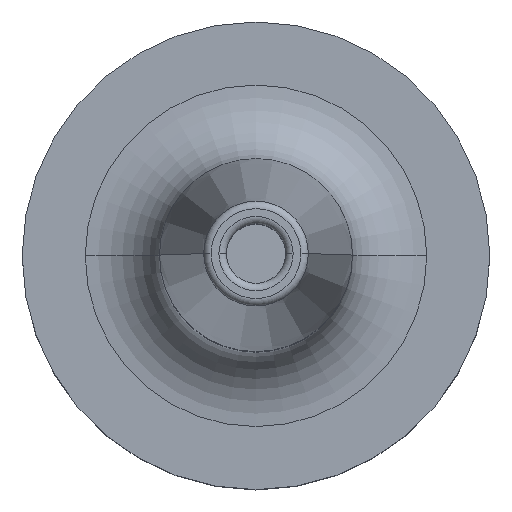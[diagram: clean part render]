
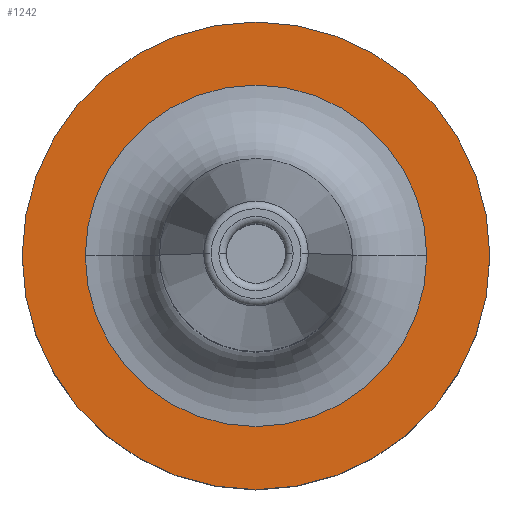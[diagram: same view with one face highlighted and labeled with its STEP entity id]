
A CAD part, top view. The second image highlights one B-rep face of the part: STEP entity #1242.
In plain terms, the highlighted planar face has unit normal (0, 0, 1).
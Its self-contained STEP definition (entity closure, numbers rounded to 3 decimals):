
#375=CARTESIAN_POINT('',(0.,0.,25.95));
#376=DIRECTION('',(0.,0.,1.));
#377=DIRECTION('',(0.,-1.,0.));
#378=AXIS2_PLACEMENT_3D('',#375,#376,#377);
#383=CARTESIAN_POINT('',(0.,0.,25.95));
#384=DIRECTION('',(0.,0.,1.));
#385=DIRECTION('',(0.,1.,0.));
#386=AXIS2_PLACEMENT_3D('',#383,#384,#385);
#391=CARTESIAN_POINT('',(0.,0.,25.95));
#392=DIRECTION('',(0.,0.,1.));
#393=DIRECTION('',(1.,0.,0.));
#394=AXIS2_PLACEMENT_3D('',#391,#392,#393);
#399=CARTESIAN_POINT('',(0.,0.,25.95));
#400=DIRECTION('',(0.,0.,-1.));
#401=DIRECTION('',(1.,0.,0.));
#402=AXIS2_PLACEMENT_3D('',#399,#400,#401);
#793=CARTESIAN_POINT('',(23.,0.,25.95));
#794=VERTEX_POINT('',#793);
#795=CARTESIAN_POINT('',(-23.,0.,25.95));
#796=VERTEX_POINT('',#795);
#873=CARTESIAN_POINT('',(0.,-31.5,25.95));
#874=CARTESIAN_POINT('',(0.,31.5,25.95));
#875=VERTEX_POINT('',#873);
#876=VERTEX_POINT('',#874);
#1227=CARTESIAN_POINT('',(0.,0.,25.95));
#1228=DIRECTION('',(0.,0.,1.));
#1229=DIRECTION('',(1.,0.,0.));
#1230=AXIS2_PLACEMENT_3D('',#1227,#1228,#1229);
#1231=PLANE('',#1230);
#1232=ORIENTED_EDGE('',*,*,#910,.F.);
#1233=ORIENTED_EDGE('',*,*,#968,.F.);
#1234=EDGE_LOOP('',(#1232,#1233));
#1235=FACE_OUTER_BOUND('',#1234,.F.);
#1237=ORIENTED_EDGE('',*,*,#1236,.T.);
#1239=ORIENTED_EDGE('',*,*,#1238,.F.);
#1240=EDGE_LOOP('',(#1237,#1239));
#1241=FACE_BOUND('',#1240,.F.);
#1242=ADVANCED_FACE('',(#1235,#1241),#1231,.T.);
#379=CIRCLE('',#378,31.5);
#387=CIRCLE('',#386,31.5);
#395=CIRCLE('',#394,23.);
#403=CIRCLE('',#402,23.);
#910=EDGE_CURVE('',#875,#876,#379,.T.);
#968=EDGE_CURVE('',#876,#875,#387,.T.);
#1236=EDGE_CURVE('',#794,#796,#395,.T.);
#1238=EDGE_CURVE('',#794,#796,#403,.T.);
